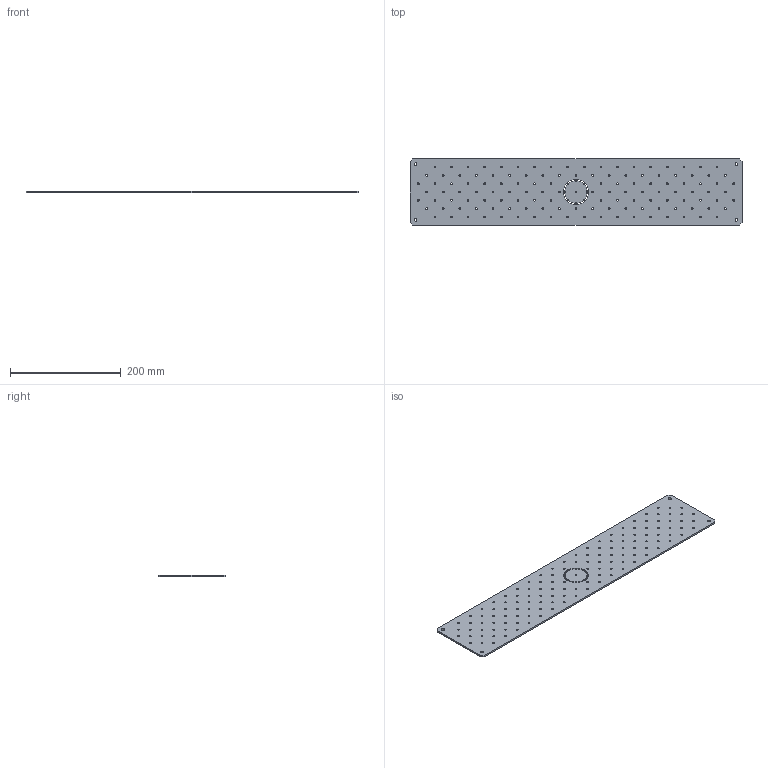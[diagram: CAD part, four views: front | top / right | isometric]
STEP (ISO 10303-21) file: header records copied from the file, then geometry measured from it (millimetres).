
FILE_DESCRIPTION(('KiCad electronic assembly'),'2;1');
FILE_NAME('staging-plate.STEP','2022-06-20T21:15:53',('Pcbnew'),('Kicad' ),'Open CASCADE STEP processor 7.6','KiCad to STEP converter', 'Unknown');
FILE_SCHEMA(('AUTOMOTIVE_DESIGN { 1 0 10303 214 1 1 1 1 }'));
Length unit declared in the file: millimetre
Products named in the file (2): staging-plate 1; _autosave-staging-plate PCB
Assembly tree (1 placements, depth 2):
  staging-plate 1
    _autosave-staging-plate PCB
Bounding box: 600 x 120 x 3 mm (x, y, z)
Volume: 211640.8 mm3; surface area: 150437.5 mm2
Topology: 1 solids, 1 shells, 231 faces, 687 edges, 458 vertices
Faces by surface type: cylinder 213, plane 18
Full cylindrical faces by diameter (mm): 0.5 x48, 3.2 x129, 5.3 x4
Entity records: 19003 total; most frequent: CARTESIAN_POINT 5308, DIRECTION 2527, ORIENTED_EDGE 1374, PCURVE 1374, DEFINITIONAL_REPRESENTATION 1374, LINE 1209, VECTOR 1209, EDGE_CURVE 687
